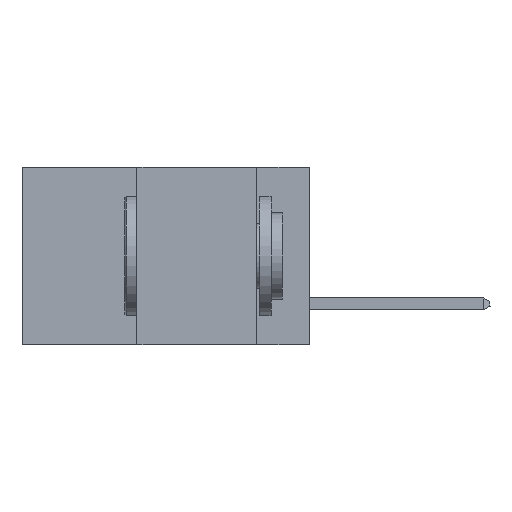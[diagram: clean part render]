
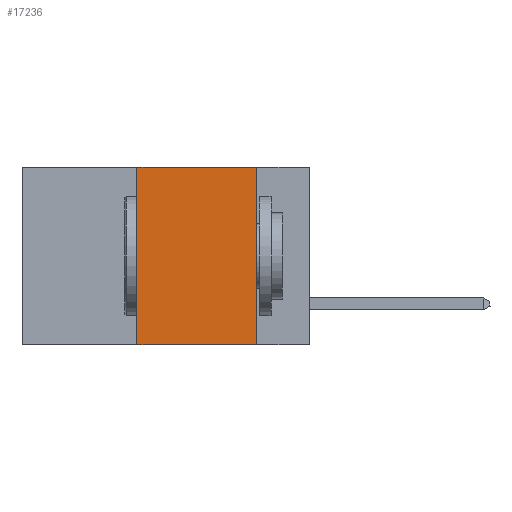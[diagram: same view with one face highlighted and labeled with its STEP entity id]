
A CAD part, left-side view. The second image highlights one B-rep face of the part: STEP entity #17236.
In plain terms, the highlighted planar face has unit normal (-1, 0, 0).
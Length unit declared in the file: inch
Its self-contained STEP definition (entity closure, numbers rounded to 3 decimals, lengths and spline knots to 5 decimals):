
#155 = EDGE_CURVE ( 'NONE', #18849, #10281, #22155, .T. ) ;
#160 = EDGE_LOOP ( 'NONE', ( #11244, #18961, #16522, #9263 ) ) ;
#609 = VECTOR ( 'NONE', #5948, 39.37008 ) ;
#1606 = DIRECTION ( 'NONE',  ( 0., 0., -1. ) ) ;
#2094 = EDGE_CURVE ( 'NONE', #21956, #18849, #13532, .T. ) ;
#4868 = CARTESIAN_POINT ( 'NONE',  ( 0., 0.36, 0. ) ) ;
#5270 = CARTESIAN_POINT ( 'NONE',  ( 0., 0.36, -0.37 ) ) ;
#5548 = CARTESIAN_POINT ( 'NONE',  ( 0., 0.6, 0. ) ) ;
#5948 = DIRECTION ( 'NONE',  ( 0., -1., 0. ) ) ;
#8066 = VECTOR ( 'NONE', #17318, 39.37008 ) ;
#8126 = LINE ( 'NONE', #18354, #9638 ) ;
#8525 = VECTOR ( 'NONE', #16187, 39.37008 ) ;
#9076 = EDGE_CURVE ( 'NONE', #21956, #18917, #8126, .T. ) ;
#9263 = ORIENTED_EDGE ( 'NONE', *, *, #9076, .T. ) ;
#9638 = VECTOR ( 'NONE', #21017, 39.37008 ) ;
#9878 = LINE ( 'NONE', #22922, #8066 ) ;
#10281 = VERTEX_POINT ( 'NONE', #18434 ) ;
#11244 = ORIENTED_EDGE ( 'NONE', *, *, #22728, .F. ) ;
#13532 = LINE ( 'NONE', #21941, #8525 ) ;
#13756 = AXIS2_PLACEMENT_3D ( 'NONE', #19513, #15141, #1606 ) ;
#15141 = DIRECTION ( 'NONE',  ( 1., 0., 0. ) ) ;
#15732 = PLANE ( 'NONE',  #13756 ) ;
#16187 = DIRECTION ( 'NONE',  ( 0., 0., 1. ) ) ;
#16522 = ORIENTED_EDGE ( 'NONE', *, *, #2094, .F. ) ;
#17236 = ADVANCED_FACE ( 'NONE', ( #17612 ), #15732, .F. ) ;
#17318 = DIRECTION ( 'NONE',  ( 0., 0., -1. ) ) ;
#17524 = CARTESIAN_POINT ( 'NONE',  ( 0., 0.11, -0.37 ) ) ;
#17612 = FACE_OUTER_BOUND ( 'NONE', #160, .T. ) ;
#18354 = CARTESIAN_POINT ( 'NONE',  ( 0., 0.6, -0.37 ) ) ;
#18434 = CARTESIAN_POINT ( 'NONE',  ( 0., 0.11, 0. ) ) ;
#18849 = VERTEX_POINT ( 'NONE', #4868 ) ;
#18917 = VERTEX_POINT ( 'NONE', #17524 ) ;
#18961 = ORIENTED_EDGE ( 'NONE', *, *, #155, .F. ) ;
#19513 = CARTESIAN_POINT ( 'NONE',  ( 0., 0.6, 0. ) ) ;
#21017 = DIRECTION ( 'NONE',  ( 0., -1., 0. ) ) ;
#21941 = CARTESIAN_POINT ( 'NONE',  ( 0., 0.36, 0. ) ) ;
#21956 = VERTEX_POINT ( 'NONE', #5270 ) ;
#22155 = LINE ( 'NONE', #5548, #609 ) ;
#22728 = EDGE_CURVE ( 'NONE', #10281, #18917, #9878, .T. ) ;
#22922 = CARTESIAN_POINT ( 'NONE',  ( 0., 0.11, 0. ) ) ;
